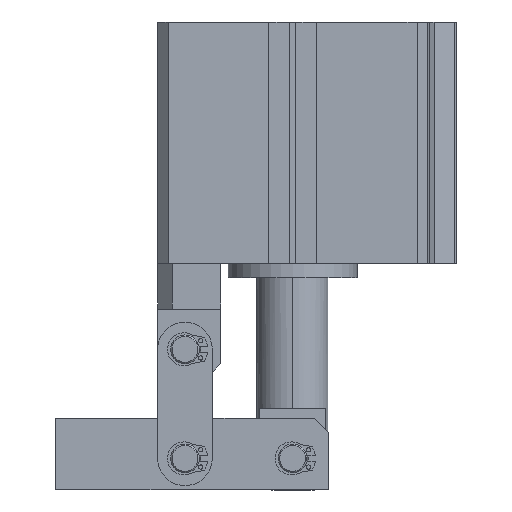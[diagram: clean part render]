
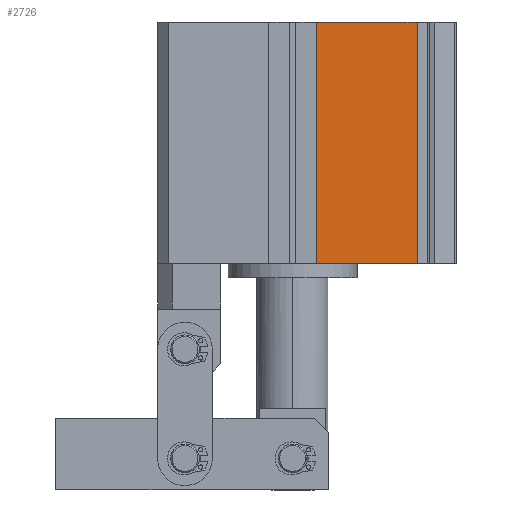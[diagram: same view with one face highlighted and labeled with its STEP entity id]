
A CAD part, left-side view. The second image highlights one B-rep face of the part: STEP entity #2726.
In plain terms, the highlighted face is planar.
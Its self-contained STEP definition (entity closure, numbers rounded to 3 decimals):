
#606 = EDGE_CURVE ( 'NONE', #3318, #3319, #3897, .T. ) ;
#749 = EDGE_LOOP ( 'NONE', ( #1551, #1552, #1553, #1554 ) ) ;
#1265 = EDGE_CURVE ( 'NONE', #3318, #3385, #4495, .T. ) ;
#1266 = EDGE_CURVE ( 'NONE', #3385, #3386, #4493, .T. ) ;
#1267 = EDGE_CURVE ( 'NONE', #3319, #3386, #4499, .T. ) ;
#1551 = ORIENTED_EDGE ( 'NONE', *, *, #1266, .T. ) ;
#1552 = ORIENTED_EDGE ( 'NONE', *, *, #1267, .F. ) ;
#1553 = ORIENTED_EDGE ( 'NONE', *, *, #606, .F. ) ;
#1554 = ORIENTED_EDGE ( 'NONE', *, *, #1265, .T. ) ;
#2726 = ADVANCED_FACE ( 'NONE', ( #7816 ), #8206, .F. ) ;
#3318 = VERTEX_POINT ( 'NONE', #8460 ) ;
#3319 = VERTEX_POINT ( 'NONE', #8461 ) ;
#3385 = VERTEX_POINT ( 'NONE', #8527 ) ;
#3386 = VERTEX_POINT ( 'NONE', #8528 ) ;
#3897 = LINE ( 'NONE', #4098, #3900 ) ;
#3900 = VECTOR ( 'NONE', #4099, 1000. ) ;
#4098 = CARTESIAN_POINT ( 'NONE',  ( -17.55, -47., 84. ) ) ;
#4099 = DIRECTION ( 'NONE',  ( 1., 0., 0. ) ) ;
#4246 = CARTESIAN_POINT ( 'NONE',  ( -8.25, -47., 0. ) ) ;
#4253 = CARTESIAN_POINT ( 'NONE',  ( -43.35, -47., 84. ) ) ;
#4255 = DIRECTION ( 'NONE',  ( 0., 0., -1. ) ) ;
#4256 = DIRECTION ( 'NONE',  ( 1., 0., 0. ) ) ;
#4257 = CARTESIAN_POINT ( 'NONE',  ( -8.25, -47., 84. ) ) ;
#4259 = DIRECTION ( 'NONE',  ( 0., 0., -1. ) ) ;
#4493 = LINE ( 'NONE', #4246, #4500 ) ;
#4495 = LINE ( 'NONE', #4253, #4498 ) ;
#4498 = VECTOR ( 'NONE', #4255, 1000. ) ;
#4499 = LINE ( 'NONE', #4257, #4502 ) ;
#4500 = VECTOR ( 'NONE', #4256, 1000. ) ;
#4502 = VECTOR ( 'NONE', #4259, 1000. ) ;
#7262 = AXIS2_PLACEMENT_3D ( 'NONE', #8199, #8208, #8209 ) ;
#7816 = FACE_OUTER_BOUND ( 'NONE', #749, .T. ) ;
#8199 = CARTESIAN_POINT ( 'NONE',  ( -8.25, -47., 84. ) ) ;
#8206 = PLANE ( 'NONE',  #7262 ) ;
#8208 = DIRECTION ( 'NONE',  ( 0., 1., 0. ) ) ;
#8209 = DIRECTION ( 'NONE',  ( -1., 0., 0. ) ) ;
#8460 = CARTESIAN_POINT ( 'NONE',  ( -43.35, -47., 84. ) ) ;
#8461 = CARTESIAN_POINT ( 'NONE',  ( -8.25, -47., 84. ) ) ;
#8527 = CARTESIAN_POINT ( 'NONE',  ( -43.35, -47., 0. ) ) ;
#8528 = CARTESIAN_POINT ( 'NONE',  ( -8.25, -47., 0. ) ) ;
